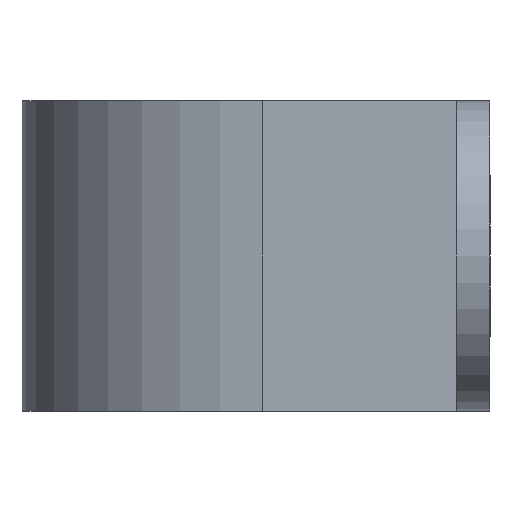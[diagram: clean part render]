
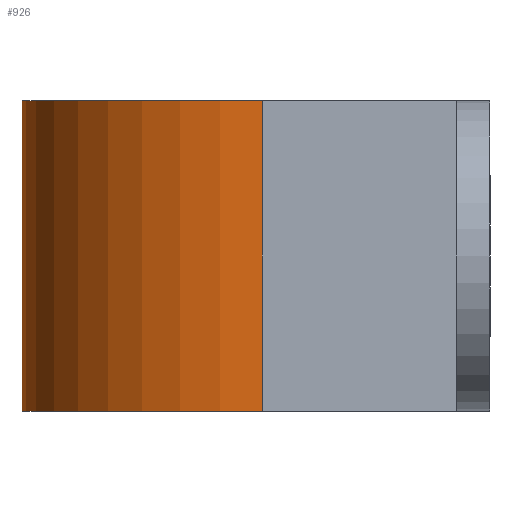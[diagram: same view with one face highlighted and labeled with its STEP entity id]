
A CAD part, left-side view. The second image highlights one B-rep face of the part: STEP entity #926.
In plain terms, the highlighted cylindrical face has radius 11.6 mm (diameter 23.2 mm), a partial arc.
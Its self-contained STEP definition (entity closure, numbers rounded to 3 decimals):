
#20 = EDGE_CURVE ( 'NONE', #153, #438, #390, .T. ) ;
#47 = DIRECTION ( 'NONE',  ( 0., 0., -1. ) ) ;
#52 = CARTESIAN_POINT ( 'NONE',  ( 11.6, 11., 7.5 ) ) ;
#64 = CARTESIAN_POINT ( 'NONE',  ( 11.6, 11., 7.5 ) ) ;
#111 = DIRECTION ( 'NONE',  ( 0., 0., 1. ) ) ;
#130 = CARTESIAN_POINT ( 'NONE',  ( 0., 11., 7.5 ) ) ;
#144 = DIRECTION ( 'NONE',  ( 0., 0., -1. ) ) ;
#153 = VERTEX_POINT ( 'NONE', #483 ) ;
#202 = DIRECTION ( 'NONE',  ( -1., 0., 0. ) ) ;
#205 = CARTESIAN_POINT ( 'NONE',  ( 0., 11., -7.5 ) ) ;
#214 = EDGE_CURVE ( 'NONE', #376, #438, #457, .T. ) ;
#248 = DIRECTION ( 'NONE',  ( 0., 0., -1. ) ) ;
#254 = AXIS2_PLACEMENT_3D ( 'NONE', #456, #313, #733 ) ;
#262 = EDGE_LOOP ( 'NONE', ( #334, #576, #739, #370 ) ) ;
#270 = CYLINDRICAL_SURFACE ( 'NONE', #465, 11.6 ) ;
#277 = FACE_OUTER_BOUND ( 'NONE', #262, .T. ) ;
#313 = DIRECTION ( 'NONE',  ( 0., 0., 1. ) ) ;
#334 = ORIENTED_EDGE ( 'NONE', *, *, #20, .T. ) ;
#352 = VERTEX_POINT ( 'NONE', #64 ) ;
#370 = ORIENTED_EDGE ( 'NONE', *, *, #651, .T. ) ;
#376 = VERTEX_POINT ( 'NONE', #640 ) ;
#390 = CIRCLE ( 'NONE', #905, 11.6 ) ;
#438 = VERTEX_POINT ( 'NONE', #450 ) ;
#444 = LINE ( 'NONE', #52, #604 ) ;
#448 = CARTESIAN_POINT ( 'NONE',  ( -11.6, 11., 7.5 ) ) ;
#450 = CARTESIAN_POINT ( 'NONE',  ( -11.6, 11., -7.5 ) ) ;
#456 = CARTESIAN_POINT ( 'NONE',  ( 0., 11., 7.5 ) ) ;
#457 = LINE ( 'NONE', #448, #634 ) ;
#465 = AXIS2_PLACEMENT_3D ( 'NONE', #130, #47, #202 ) ;
#483 = CARTESIAN_POINT ( 'NONE',  ( 11.6, 11., -7.5 ) ) ;
#504 = CIRCLE ( 'NONE', #254, 11.6 ) ;
#576 = ORIENTED_EDGE ( 'NONE', *, *, #214, .F. ) ;
#604 = VECTOR ( 'NONE', #144, 1000. ) ;
#608 = EDGE_CURVE ( 'NONE', #352, #376, #504, .T. ) ;
#634 = VECTOR ( 'NONE', #248, 1000. ) ;
#640 = CARTESIAN_POINT ( 'NONE',  ( -11.6, 11., 7.5 ) ) ;
#651 = EDGE_CURVE ( 'NONE', #352, #153, #444, .T. ) ;
#733 = DIRECTION ( 'NONE',  ( -1., 0., 0. ) ) ;
#739 = ORIENTED_EDGE ( 'NONE', *, *, #608, .F. ) ;
#893 = DIRECTION ( 'NONE',  ( 1., 0., 0. ) ) ;
#905 = AXIS2_PLACEMENT_3D ( 'NONE', #205, #111, #893 ) ;
#926 = ADVANCED_FACE ( 'NONE', ( #277 ), #270, .T. ) ;
